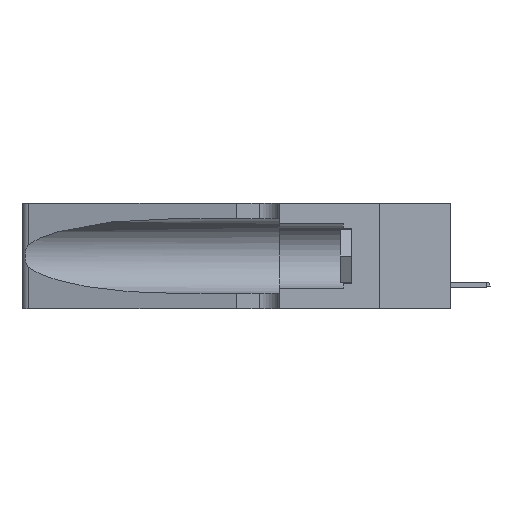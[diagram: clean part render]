
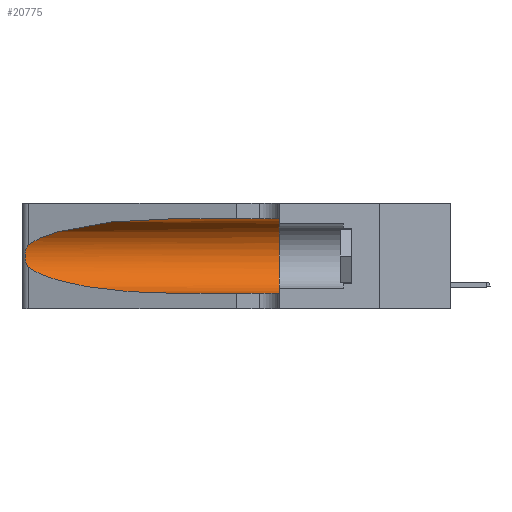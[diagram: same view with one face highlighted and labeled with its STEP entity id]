
A CAD part, left-side view. The second image highlights one B-rep face of the part: STEP entity #20775.
In plain terms, the highlighted cylindrical face has radius 3.308 mm (diameter 6.617 mm), a partial arc.
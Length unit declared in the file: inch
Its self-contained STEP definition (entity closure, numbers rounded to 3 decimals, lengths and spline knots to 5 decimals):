
#173 = CARTESIAN_POINT ( 'NONE',  ( 0.1305, 1.61858, 0.185 ) ) ;
#183 = CARTESIAN_POINT ( 'NONE',  ( 0.1305, 0.35, 0.05475 ) ) ;
#844 = FACE_OUTER_BOUND ( 'NONE', #24624, .T. ) ;
#1202 = CARTESIAN_POINT ( 'NONE',  ( 0.25787, 1.23484, 0.2124 ) ) ;
#1507 = VERTEX_POINT ( 'NONE', #7127 ) ;
#1788 = DIRECTION ( 'NONE',  ( 0., 0., 1. ) ) ;
#2082 = CARTESIAN_POINT ( 'NONE',  ( 0.1305, 0.35, 0.31525 ) ) ;
#3203 = CARTESIAN_POINT ( 'NONE',  ( 0.2373, 1.15595, 0.28018 ) ) ;
#3402 = CARTESIAN_POINT ( 'NONE',  ( 0.25487, 1.22718, 0.22369 ) ) ;
#3734 = CARTESIAN_POINT ( 'NONE',  ( 0.25639, 1.23186, 0.15144 ) ) ;
#3778 =( BOUNDED_CURVE ( )  B_SPLINE_CURVE ( 3, ( #26405, #21181, #3203, #28946 ),
 .UNSPECIFIED., .F., .F. ) 
 B_SPLINE_CURVE_WITH_KNOTS ( ( 4, 4 ),
 ( 1.5708, 2.84003 ),
 .UNSPECIFIED. ) 
 CURVE ( )  GEOMETRIC_REPRESENTATION_ITEM ( )  RATIONAL_B_SPLINE_CURVE ( ( 1., 0.87, 0.87, 1. ) ) 
 REPRESENTATION_ITEM ( '' )  );
#5697 = DIRECTION ( 'NONE',  ( 0., -1., 0. ) ) ;
#6230 = CARTESIAN_POINT ( 'NONE',  ( 0.25487, 1.22718, 0.14631 ) ) ;
#6402 = CARTESIAN_POINT ( 'NONE',  ( 0.1305, 0.72297, 0.05475 ) ) ;
#6549 = CARTESIAN_POINT ( 'NONE',  ( 0.25854, 1.2359, 0.20912 ) ) ;
#7127 = CARTESIAN_POINT ( 'NONE',  ( 0.1305, 0.72297, 0.05475 ) ) ;
#7709 = VECTOR ( 'NONE', #22745, 39.37008 ) ;
#7789 = EDGE_CURVE ( 'NONE', #21060, #17735, #3778, .T. ) ;
#8767 = CARTESIAN_POINT ( 'NONE',  ( 0.26075, 1.23896, 0.178 ) ) ;
#8936 = CARTESIAN_POINT ( 'NONE',  ( 0.25856, 1.23593, 0.16098 ) ) ;
#9665 = EDGE_CURVE ( 'NONE', #33126, #24245, #24800, .T. ) ;
#9708 = VERTEX_POINT ( 'NONE', #30388 ) ;
#10047 = EDGE_CURVE ( 'NONE', #1507, #24245, #19885, .T. ) ;
#10264 = AXIS2_PLACEMENT_3D ( 'NONE', #11846, #14529, #1788 ) ;
#11737 = LINE ( 'NONE', #29616, #17939 ) ;
#11846 = CARTESIAN_POINT ( 'NONE',  ( 0.1305, 0.35, 0.185 ) ) ;
#11990 = EDGE_CURVE ( 'NONE', #9708, #1507, #26564, .T. ) ;
#13614 = CARTESIAN_POINT ( 'NONE',  ( 0.25555, 1.22993, 0.14849 ) ) ;
#13792 = CARTESIAN_POINT ( 'NONE',  ( 0.26018, 1.23835, 0.19895 ) ) ;
#13955 = CARTESIAN_POINT ( 'NONE',  ( 0.25555, 1.22994, 0.2215 ) ) ;
#14288 = CARTESIAN_POINT ( 'NONE',  ( 0.25789, 1.23486, 0.15765 ) ) ;
#14529 = DIRECTION ( 'NONE',  ( 0., 1., 0. ) ) ;
#14636 = B_SPLINE_CURVE_WITH_KNOTS ( 'NONE', 3,
 ( #3402, #13955, #26769, #1202, #6549, #13792, #31851, #8767, #19012, #8936, #14288, #3734, #13614, #6230 ),
 .UNSPECIFIED., .F., .F.,
 ( 4, 2, 2, 2, 2, 2, 4 ),
 ( 0., 0.00027, 0.00053, 0.00107, 0.0016, 0.00187, 0.00214 ),
 .UNSPECIFIED. ) ;
#14739 = CARTESIAN_POINT ( 'NONE',  ( 0.1305, 0.72297, 0.31525 ) ) ;
#15486 = CARTESIAN_POINT ( 'NONE',  ( 0.1305, 1.61858, 0.05475 ) ) ;
#16649 = AXIS2_PLACEMENT_3D ( 'NONE', #173, #5697, #26552 ) ;
#16975 = ORIENTED_EDGE ( 'NONE', *, *, #23994, .T. ) ;
#17704 = ORIENTED_EDGE ( 'NONE', *, *, #28198, .F. ) ;
#17735 = VERTEX_POINT ( 'NONE', #20362 ) ;
#17939 = VECTOR ( 'NONE', #32487, 39.37008 ) ;
#18753 = ORIENTED_EDGE ( 'NONE', *, *, #11990, .T. ) ;
#19012 = CARTESIAN_POINT ( 'NONE',  ( 0.26017, 1.23833, 0.17102 ) ) ;
#19196 = CARTESIAN_POINT ( 'NONE',  ( 0.2373, 1.15595, 0.08982 ) ) ;
#19885 = LINE ( 'NONE', #15486, #7709 ) ;
#20362 = CARTESIAN_POINT ( 'NONE',  ( 0.25487, 1.22718, 0.22369 ) ) ;
#20775 = ADVANCED_FACE ( 'NONE', ( #844 ), #20835, .F. ) ;
#20835 = CYLINDRICAL_SURFACE ( 'NONE', #16649, 0.13025 ) ;
#21060 = VERTEX_POINT ( 'NONE', #14739 ) ;
#21181 = CARTESIAN_POINT ( 'NONE',  ( 0.18966, 0.96281, 0.31525 ) ) ;
#22067 = CARTESIAN_POINT ( 'NONE',  ( 0.18966, 0.96281, 0.05475 ) ) ;
#22745 = DIRECTION ( 'NONE',  ( 0., -1., 0. ) ) ;
#23234 = ORIENTED_EDGE ( 'NONE', *, *, #10047, .T. ) ;
#23994 = EDGE_CURVE ( 'NONE', #17735, #9708, #14636, .T. ) ;
#24245 = VERTEX_POINT ( 'NONE', #183 ) ;
#24442 = CARTESIAN_POINT ( 'NONE',  ( 0.25487, 1.22718, 0.14631 ) ) ;
#24624 = EDGE_LOOP ( 'NONE', ( #31150, #16975, #18753, #23234, #24994, #17704 ) ) ;
#24800 = CIRCLE ( 'NONE', #10264, 0.13025 ) ;
#24994 = ORIENTED_EDGE ( 'NONE', *, *, #9665, .F. ) ;
#26405 = CARTESIAN_POINT ( 'NONE',  ( 0.1305, 0.72297, 0.31525 ) ) ;
#26552 = DIRECTION ( 'NONE',  ( 0., 0., -1. ) ) ;
#26564 =( BOUNDED_CURVE ( )  B_SPLINE_CURVE ( 3, ( #24442, #19196, #22067, #6402 ),
 .UNSPECIFIED., .F., .F. ) 
 B_SPLINE_CURVE_WITH_KNOTS ( ( 4, 4 ),
 ( 3.44316, 4.71239 ),
 .UNSPECIFIED. ) 
 CURVE ( )  GEOMETRIC_REPRESENTATION_ITEM ( )  RATIONAL_B_SPLINE_CURVE ( ( 1., 0.87, 0.87, 1. ) ) 
 REPRESENTATION_ITEM ( '' )  );
#26769 = CARTESIAN_POINT ( 'NONE',  ( 0.25639, 1.23184, 0.21858 ) ) ;
#28198 = EDGE_CURVE ( 'NONE', #21060, #33126, #11737, .T. ) ;
#28946 = CARTESIAN_POINT ( 'NONE',  ( 0.25487, 1.22718, 0.22369 ) ) ;
#29616 = CARTESIAN_POINT ( 'NONE',  ( 0.1305, 1.61858, 0.31525 ) ) ;
#30388 = CARTESIAN_POINT ( 'NONE',  ( 0.25487, 1.22718, 0.14631 ) ) ;
#31150 = ORIENTED_EDGE ( 'NONE', *, *, #7789, .T. ) ;
#31851 = CARTESIAN_POINT ( 'NONE',  ( 0.26075, 1.23896, 0.19203 ) ) ;
#32487 = DIRECTION ( 'NONE',  ( 0., -1., 0. ) ) ;
#33126 = VERTEX_POINT ( 'NONE', #2082 ) ;
